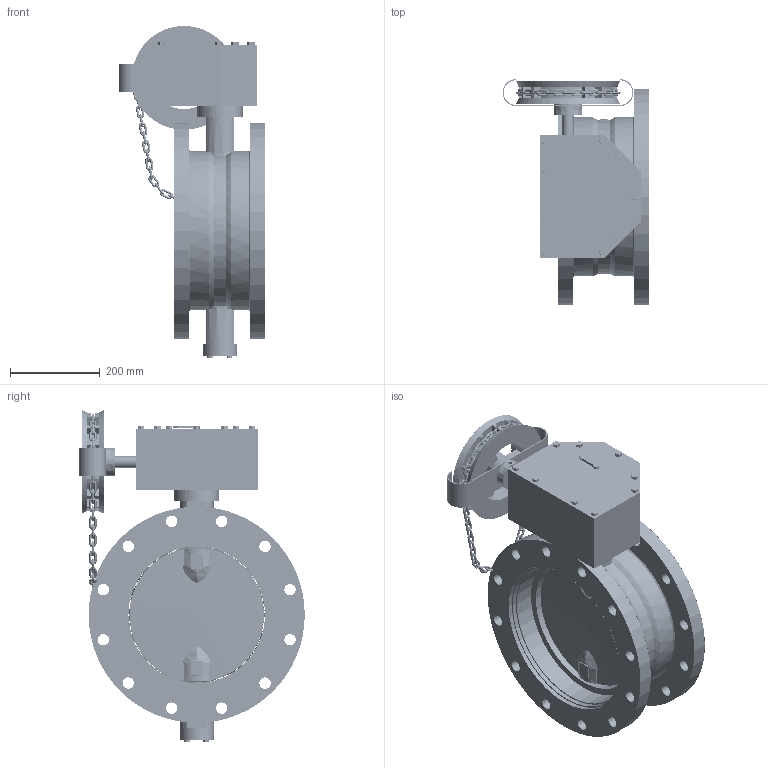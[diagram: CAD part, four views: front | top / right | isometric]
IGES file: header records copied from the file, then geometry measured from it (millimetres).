
Start section: SolidWorks IGES file using analytic representation for surfaces
Global section: file name: Class 250II FL x FL-12-Inch-CHAINWHEEL.igs; native system: SolidWorks 2014; preprocessor: SolidWorks 2014; author: PRINCE; date: 170426.235313; units: inch
Bounding box: 327.82 x 503.56 x 741.36 mm (x, y, z)
Surface area: 2240331.5 mm2 (no closed solid volume)
Topology: 0 solids, 0 shells, 3388 faces, 29294 edges, 29263 vertices
Faces by surface type: revolution 2361, bspline 1027
